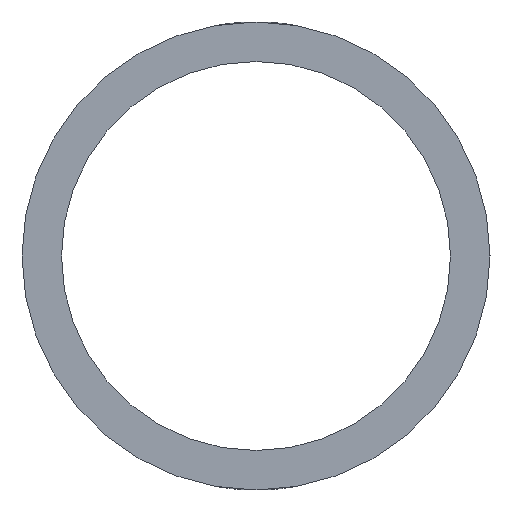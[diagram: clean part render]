
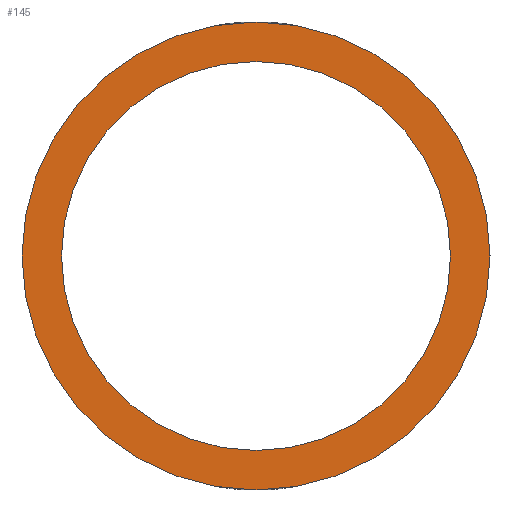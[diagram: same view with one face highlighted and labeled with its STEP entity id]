
A CAD part, left-side view. The second image highlights one B-rep face of the part: STEP entity #145.
In plain terms, the highlighted planar face has unit normal (-1, 0, 0).
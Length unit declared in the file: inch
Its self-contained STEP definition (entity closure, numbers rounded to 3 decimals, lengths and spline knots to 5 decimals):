
#14=PLANE('',#177);
#16=CIRCLE('',#172,0.69);
#18=CIRCLE('',#175,0.83);
#34=FACE_BOUND('',#65,.T.);
#42=FACE_OUTER_BOUND('',#64,.T.);
#64=EDGE_LOOP('',(#120));
#65=EDGE_LOOP('',(#121));
#84=VERTEX_POINT('',#491);
#86=VERTEX_POINT('',#496);
#96=EDGE_CURVE('',#84,#84,#16,.T.);
#98=EDGE_CURVE('',#86,#86,#18,.T.);
#120=ORIENTED_EDGE('',*,*,#98,.F.);
#121=ORIENTED_EDGE('',*,*,#96,.T.);
#145=ADVANCED_FACE('',(#42,#34),#14,.F.);
#172=AXIS2_PLACEMENT_3D('',#492,#191,#192);
#175=AXIS2_PLACEMENT_3D('',#497,#197,#198);
#177=AXIS2_PLACEMENT_3D('',#500,#201,#202);
#191=DIRECTION('center_axis',(1.,0.,0.));
#192=DIRECTION('ref_axis',(0.,0.,-1.));
#197=DIRECTION('center_axis',(1.,0.,0.));
#198=DIRECTION('ref_axis',(0.,0.,-1.));
#201=DIRECTION('center_axis',(1.,0.,0.));
#202=DIRECTION('ref_axis',(0.,0.,-1.));
#491=CARTESIAN_POINT('',(-6.875,0.,-0.69));
#492=CARTESIAN_POINT('Origin',(-6.875,0.,0.));
#496=CARTESIAN_POINT('',(-6.875,0.,-0.83));
#497=CARTESIAN_POINT('Origin',(-6.875,0.,0.));
#500=CARTESIAN_POINT('Origin',(-6.875,0.,0.));
